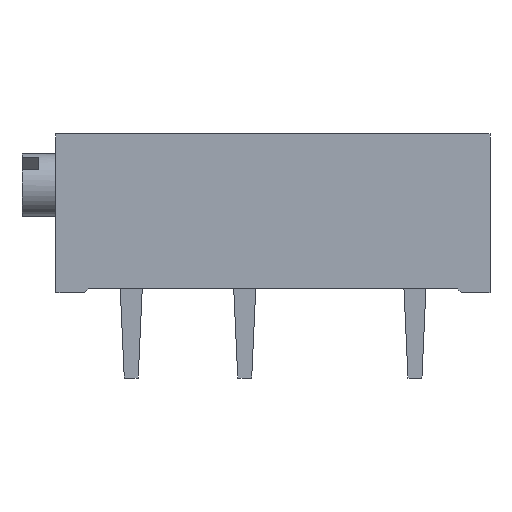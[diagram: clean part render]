
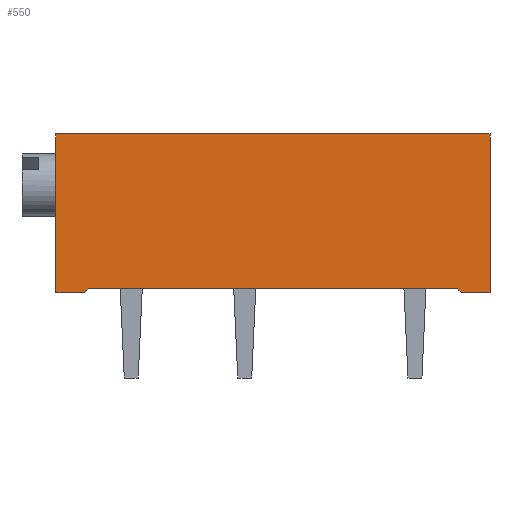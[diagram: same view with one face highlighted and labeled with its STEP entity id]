
A CAD part, front view. The second image highlights one B-rep face of the part: STEP entity #550.
In plain terms, the highlighted planar face has unit normal (0, -1, 0).
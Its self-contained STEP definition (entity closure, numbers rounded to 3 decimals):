
#41=FACE_OUTER_BOUND('',#76,.T.);
#76=EDGE_LOOP('',(#395,#396,#397,#398,#399,#400,#401,#402));
#105=LINE('',#778,#173);
#109=LINE('',#787,#177);
#113=LINE('',#794,#181);
#115=LINE('',#798,#183);
#120=LINE('',#807,#188);
#125=LINE('',#817,#193);
#126=LINE('',#820,#194);
#127=LINE('',#821,#195);
#173=VECTOR('',#628,0.25);
#177=VECTOR('',#634,0.25);
#181=VECTOR('',#640,16.536);
#183=VECTOR('',#644,1.27);
#188=VECTOR('',#651,1.27);
#193=VECTOR('',#660,7.11);
#194=VECTOR('',#663,19.43);
#195=VECTOR('',#664,7.11);
#241=VERTEX_POINT('',#776);
#242=VERTEX_POINT('',#777);
#245=VERTEX_POINT('',#785);
#246=VERTEX_POINT('',#786);
#249=VERTEX_POINT('',#797);
#252=VERTEX_POINT('',#805);
#255=VERTEX_POINT('',#815);
#256=VERTEX_POINT('',#819);
#290=EDGE_CURVE('',#241,#242,#105,.T.);
#294=EDGE_CURVE('',#245,#246,#109,.T.);
#298=EDGE_CURVE('',#242,#245,#113,.T.);
#300=EDGE_CURVE('',#241,#249,#115,.T.);
#305=EDGE_CURVE('',#252,#246,#120,.T.);
#310=EDGE_CURVE('',#252,#255,#125,.T.);
#311=EDGE_CURVE('',#256,#255,#126,.T.);
#312=EDGE_CURVE('',#249,#256,#127,.T.);
#395=ORIENTED_EDGE('',*,*,#294,.T.);
#396=ORIENTED_EDGE('',*,*,#305,.F.);
#397=ORIENTED_EDGE('',*,*,#310,.T.);
#398=ORIENTED_EDGE('',*,*,#311,.F.);
#399=ORIENTED_EDGE('',*,*,#312,.F.);
#400=ORIENTED_EDGE('',*,*,#300,.F.);
#401=ORIENTED_EDGE('',*,*,#290,.T.);
#402=ORIENTED_EDGE('',*,*,#298,.T.);
#516=PLANE('',#591);
#550=ADVANCED_FACE('',(#41),#516,.T.);
#591=AXIS2_PLACEMENT_3D('',#818,#661,#662);
#628=DIRECTION('',(0.707,0.,0.707));
#634=DIRECTION('',(0.707,0.,-0.707));
#640=DIRECTION('',(1.,0.,0.));
#644=DIRECTION('',(-1.,0.,0.));
#651=DIRECTION('',(-1.,0.,0.));
#660=DIRECTION('',(0.,0.,1.));
#661=DIRECTION('center_axis',(0.,-1.,0.));
#662=DIRECTION('ref_axis',(1.,0.,0.));
#663=DIRECTION('',(1.,0.,0.));
#664=DIRECTION('',(0.,0.,1.));
#776=CARTESIAN_POINT('',(-8.445,-2.54,0.));
#777=CARTESIAN_POINT('',(-8.268,-2.54,0.177));
#778=CARTESIAN_POINT('',(-8.763,-2.54,-0.318));
#785=CARTESIAN_POINT('',(8.268,-2.54,0.177));
#786=CARTESIAN_POINT('',(8.445,-2.54,0.));
#787=CARTESIAN_POINT('',(3.817,-2.54,4.628));
#794=CARTESIAN_POINT('',(-8.992,-2.54,0.177));
#797=CARTESIAN_POINT('',(-9.715,-2.54,0.));
#798=CARTESIAN_POINT('',(9.715,-2.54,0.));
#805=CARTESIAN_POINT('',(9.715,-2.54,0.));
#807=CARTESIAN_POINT('',(9.715,-2.54,0.));
#815=CARTESIAN_POINT('',(9.715,-2.54,7.11));
#817=CARTESIAN_POINT('',(9.715,-2.54,0.));
#818=CARTESIAN_POINT('Origin',(-9.715,-2.54,0.));
#819=CARTESIAN_POINT('',(-9.715,-2.54,7.11));
#820=CARTESIAN_POINT('',(9.715,-2.54,7.11));
#821=CARTESIAN_POINT('',(-9.715,-2.54,0.));
